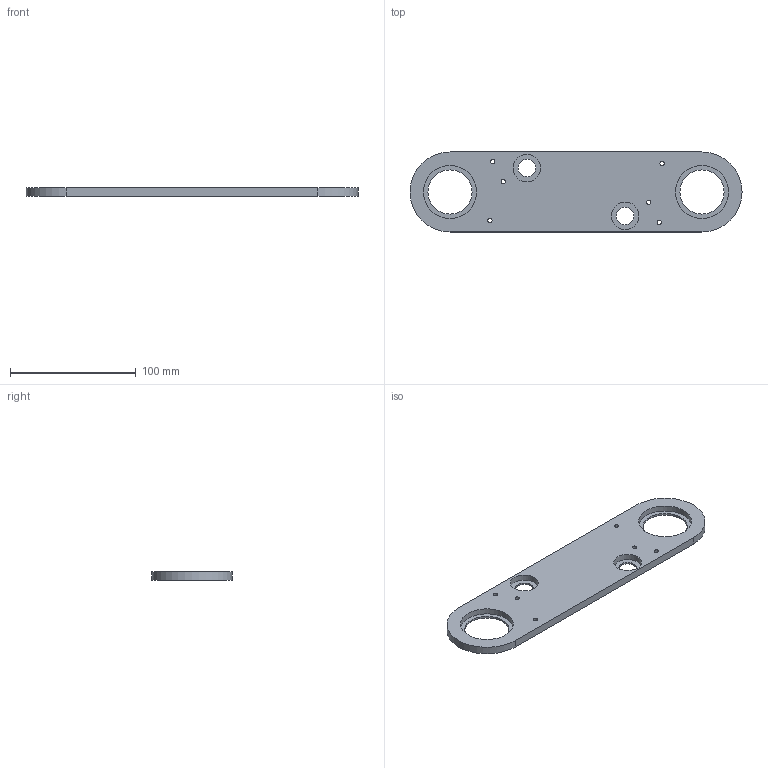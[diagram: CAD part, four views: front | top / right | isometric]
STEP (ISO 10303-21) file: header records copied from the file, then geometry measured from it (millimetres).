
FILE_DESCRIPTION(/* description */ ('STEP AP242','CAx-IF Rec.Pracs.---Representation and Presentation of Product Manufacturing Information (PMI)---4.0---2014-10-13','CAx-IF Rec.Pracs.---3D Tessellated Geometry---0.4---2014-09-14','2;1'),/* implementation_level */ '2;1');
FILE_NAME(/* name */ '679b5fa8e65ab2683d72c799',/* time_stamp */ '2025-01-30T11:16:56Z',/* author */ (''),/* organization */ (''),/* preprocessor_version */ 'ST-DEVELOPER v20',/* originating_system */ 'ONSHAPE BY PTC INC, 1.192',/* authorisation */ ' ');
FILE_SCHEMA (('AP242_MANAGED_MODEL_BASED_3D_ENGINEERING_MIM_LF { 1 0 10303 442 1 1 4 }'));
Length unit declared in the file: metre
Products named in the file (1): Part 27
Bounding box: 263.5 x 63.5 x 6.35 mm (x, y, z)
Volume: 79846.3 mm3; surface area: 33799.5 mm2
Topology: 1 solids, 1 shells, 24 faces, 58 edges, 40 vertices
Faces by surface type: cylinder 16, plane 8
Full cylindrical faces by diameter (mm): 3.5 x6, 14 x2, 22 x2, 35 x2, 42 x2
Entity records: 682 total; most frequent: DIRECTION 122, CARTESIAN_POINT 101, ORIENTED_EDGE 80, EDGE_LOOP 62, FACE_BOUND 62, AXIS2_PLACEMENT_3D 57, EDGE_CURVE 40, VERTEX_POINT 36
